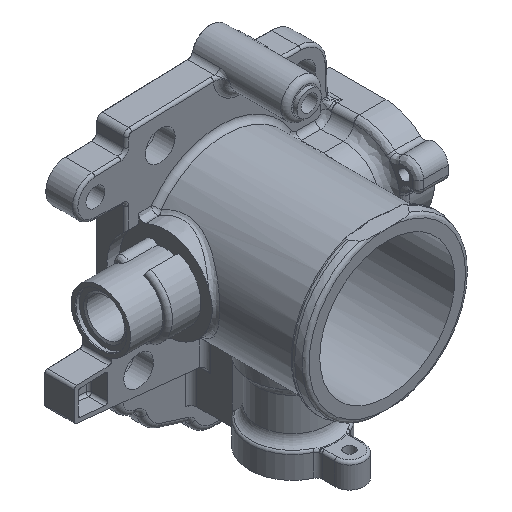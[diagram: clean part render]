
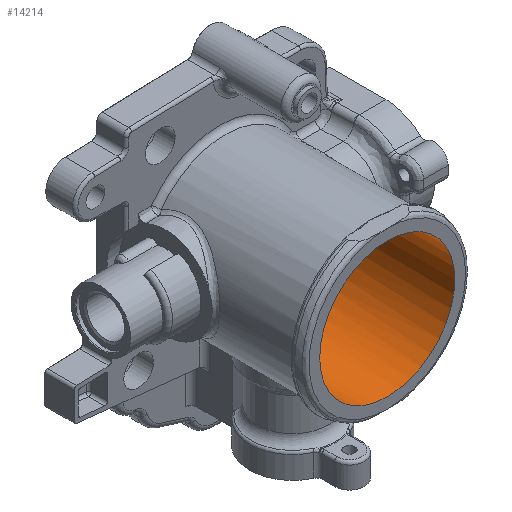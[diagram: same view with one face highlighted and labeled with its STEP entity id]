
A CAD part, isometric view. The second image highlights one B-rep face of the part: STEP entity #14214.
In plain terms, the highlighted cylindrical face has radius 25 mm (diameter 50 mm), a full revolution.
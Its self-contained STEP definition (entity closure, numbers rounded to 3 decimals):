
#14214 = ADVANCED_FACE('',(#14215),#14282,.F.);
#14215 = FACE_BOUND('',#14216,.F.);
#14216 = EDGE_LOOP('',(#14217,#14228,#14235,#14242,#14243,#14252));
#14217 = ORIENTED_EDGE('',*,*,#14218,.F.);
#14218 = EDGE_CURVE('',#14219,#14221,#14223,.T.);
#14219 = VERTEX_POINT('',#14220);
#14220 = CARTESIAN_POINT('',(25.,37.,0.));
#14221 = VERTEX_POINT('',#14222);
#14222 = CARTESIAN_POINT('',(3.172,37.,-24.798));
#14223 = CIRCLE('',#14224,25.);
#14224 = AXIS2_PLACEMENT_3D('',#14225,#14226,#14227);
#14225 = CARTESIAN_POINT('',(0.,37.,0.));
#14226 = DIRECTION('',(-0.,1.,0.));
#14227 = DIRECTION('',(1.,0.,0.));
#14228 = ORIENTED_EDGE('',*,*,#14229,.F.);
#14229 = EDGE_CURVE('',#14230,#14219,#14232,.T.);
#14230 = VERTEX_POINT('',#14231);
#14231 = CARTESIAN_POINT('',(25.,0.,0.));
#14232 = B_SPLINE_CURVE_WITH_KNOTS('',1,(#14233,#14234),.UNSPECIFIED.,
  .F.,.F.,(2,2),(-18.5,18.5),.PIECEWISE_BEZIER_KNOTS.);
#14233 = CARTESIAN_POINT('',(25.,0.,0.)
  );
#14234 = CARTESIAN_POINT('',(25.,37.,0.));
#14235 = ORIENTED_EDGE('',*,*,#14236,.T.);
#14236 = EDGE_CURVE('',#14230,#14230,#14237,.T.);
#14237 = CIRCLE('',#14238,25.);
#14238 = AXIS2_PLACEMENT_3D('',#14239,#14240,#14241);
#14239 = CARTESIAN_POINT('',(0.,0.,0.));
#14240 = DIRECTION('',(-0.,1.,0.));
#14241 = DIRECTION('',(1.,0.,0.));
#14242 = ORIENTED_EDGE('',*,*,#14229,.T.);
#14243 = ORIENTED_EDGE('',*,*,#14244,.F.);
#14244 = EDGE_CURVE('',#14245,#14219,#14247,.T.);
#14245 = VERTEX_POINT('',#14246);
#14246 = CARTESIAN_POINT('',(-3.172,37.,-24.798));
#14247 = CIRCLE('',#14248,25.);
#14248 = AXIS2_PLACEMENT_3D('',#14249,#14250,#14251);
#14249 = CARTESIAN_POINT('',(0.,37.,0.));
#14250 = DIRECTION('',(-0.,1.,0.));
#14251 = DIRECTION('',(1.,0.,0.));
#14252 = ORIENTED_EDGE('',*,*,#14253,.F.);
#14253 = EDGE_CURVE('',#14221,#14245,#14254,.T.);
#14254 = B_SPLINE_CURVE_WITH_KNOTS('',3,(#14255,#14256,#14257,#14258,
    #14259,#14260,#14261,#14262,#14263,#14264,#14265,#14266,#14267,
    #14268,#14269,#14270,#14271,#14272,#14273,#14274,#14275,#14276,
    #14277,#14278,#14279,#14280,#14281),.UNSPECIFIED.,.F.,.F.,(4,2,2,2,2
    ,2,2,2,2,2,3,2,4),(-1.334,-1.273,-1.132,
    -0.99,-0.849,-0.707,-0.566,
    -0.424,-0.283,-0.141,0.,0.141,
    0.202),.UNSPECIFIED.);
#14255 = CARTESIAN_POINT('',(3.172,37.,-24.798));
#14256 = CARTESIAN_POINT('',(3.284,36.822,
    -24.784));
#14257 = CARTESIAN_POINT('',(3.383,36.632,
    -24.77));
#14258 = CARTESIAN_POINT('',(3.656,35.974,
    -24.732));
#14259 = CARTESIAN_POINT('',(3.75,35.472,-24.717));
#14260 = CARTESIAN_POINT('',(3.75,34.528,-24.717));
#14261 = CARTESIAN_POINT('',(3.656,34.026,
    -24.732));
#14262 = CARTESIAN_POINT('',(3.273,33.102,
    -24.786));
#14263 = CARTESIAN_POINT('',(2.984,32.681,
    -24.824));
#14264 = CARTESIAN_POINT('',(2.319,32.016,
    -24.894));
#14265 = CARTESIAN_POINT('',(1.898,31.727,
    -24.932));
#14266 = CARTESIAN_POINT('',(0.974,31.344,
    -24.985));
#14267 = CARTESIAN_POINT('',(0.472,31.25,-25.));
#14268 = CARTESIAN_POINT('',(-0.472,31.25,-25.));
#14269 = CARTESIAN_POINT('',(-0.974,31.344,
    -24.985));
#14270 = CARTESIAN_POINT('',(-1.898,31.727,
    -24.932));
#14271 = CARTESIAN_POINT('',(-2.319,32.016,
    -24.894));
#14272 = CARTESIAN_POINT('',(-2.984,32.681,
    -24.824));
#14273 = CARTESIAN_POINT('',(-3.273,33.102,
    -24.786));
#14274 = CARTESIAN_POINT('',(-3.656,34.026,
    -24.732));
#14275 = CARTESIAN_POINT('',(-3.75,34.528,-24.717));
#14276 = CARTESIAN_POINT('',(-3.75,35.,-24.717));
#14277 = CARTESIAN_POINT('',(-3.75,35.472,-24.717));
#14278 = CARTESIAN_POINT('',(-3.656,35.974,
    -24.732));
#14279 = CARTESIAN_POINT('',(-3.383,36.632,
    -24.77));
#14280 = CARTESIAN_POINT('',(-3.284,36.822,
    -24.784));
#14281 = CARTESIAN_POINT('',(-3.172,37.,-24.798));
#14282 = CYLINDRICAL_SURFACE('',#14283,25.);
#14283 = AXIS2_PLACEMENT_3D('',#14284,#14285,#14286);
#14284 = CARTESIAN_POINT('',(0.,18.5,0.));
#14285 = DIRECTION('',(0.,1.,0.));
#14286 = DIRECTION('',(1.,0.,0.));
